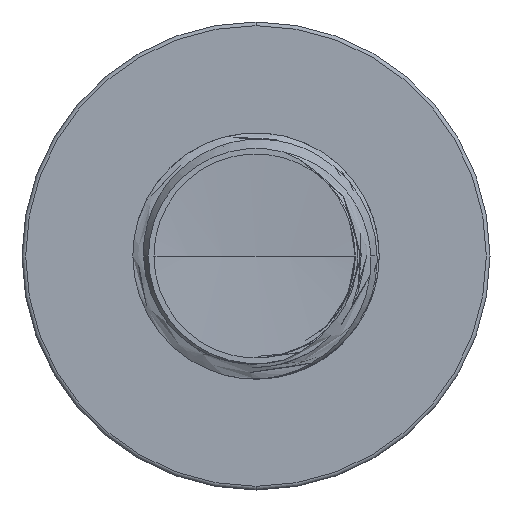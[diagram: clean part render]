
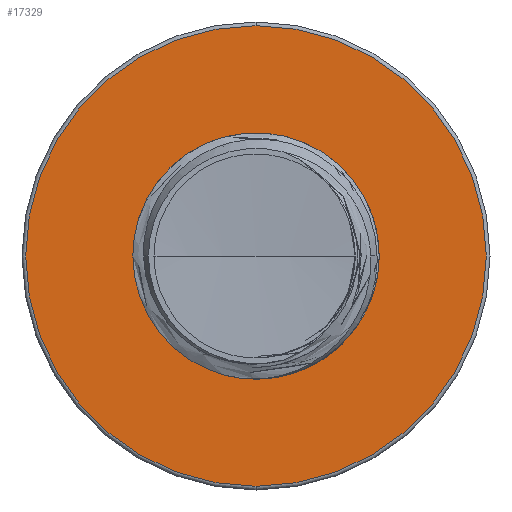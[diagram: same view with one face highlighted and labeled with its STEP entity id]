
A CAD part, front view. The second image highlights one B-rep face of the part: STEP entity #17329.
In plain terms, the highlighted planar face has unit normal (0, -1, 0).
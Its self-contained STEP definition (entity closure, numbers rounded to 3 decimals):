
#2662 = VERTEX_POINT ( 'NONE', #10129 ) ;
#4105 = EDGE_LOOP ( 'NONE', ( #20705, #17308 ) ) ;
#4129 = AXIS2_PLACEMENT_3D ( 'NONE', #8453, #8423, #8417 ) ;
#6142 = EDGE_LOOP ( 'NONE', ( #14167, #20417 ) ) ;
#6417 = CIRCLE ( 'NONE', #17715, 2.438 ) ;
#6708 = CIRCLE ( 'NONE', #4129, 4.675 ) ;
#8156 = DIRECTION ( 'NONE',  ( 0., 0., -1. ) ) ;
#8161 = DIRECTION ( 'NONE',  ( 0., -1., 0. ) ) ;
#8220 = PLANE ( 'NONE',  #14761 ) ;
#8417 = DIRECTION ( 'NONE',  ( 0., 0., -1. ) ) ;
#8423 = DIRECTION ( 'NONE',  ( 0., -1., 0. ) ) ;
#8453 = CARTESIAN_POINT ( 'NONE',  ( 0., 9., 0. ) ) ;
#9250 = CARTESIAN_POINT ( 'NONE',  ( 0., 9., 2.438 ) ) ;
#9325 = CIRCLE ( 'NONE', #14415, 2.438 ) ;
#10129 = CARTESIAN_POINT ( 'NONE',  ( 0., 9., 4.675 ) ) ;
#11263 = DIRECTION ( 'NONE',  ( 0., 0., -1. ) ) ;
#11288 = DIRECTION ( 'NONE',  ( 0., -1., 0. ) ) ;
#11298 = CARTESIAN_POINT ( 'NONE',  ( 0., 9., 0. ) ) ;
#13148 = CARTESIAN_POINT ( 'NONE',  ( 0., 9., 2.438 ) ) ;
#13317 = VERTEX_POINT ( 'NONE', #18935 ) ;
#13709 = AXIS2_PLACEMENT_3D ( 'NONE', #17065, #17039, #17017 ) ;
#14167 = ORIENTED_EDGE ( 'NONE', *, *, #19326, .F. ) ;
#14415 = AXIS2_PLACEMENT_3D ( 'NONE', #11298, #11288, #11263 ) ;
#14761 = AXIS2_PLACEMENT_3D ( 'NONE', #9250, #8161, #8156 ) ;
#16451 = CARTESIAN_POINT ( 'NONE',  ( 0., 9., -4.675 ) ) ;
#17017 = DIRECTION ( 'NONE',  ( 0., 0., -1. ) ) ;
#17039 = DIRECTION ( 'NONE',  ( 0., -1., 0. ) ) ;
#17065 = CARTESIAN_POINT ( 'NONE',  ( 0., 9., 0. ) ) ;
#17308 = ORIENTED_EDGE ( 'NONE', *, *, #20020, .T. ) ;
#17329 = ADVANCED_FACE ( 'NONE', ( #21988, #17584 ), #8220, .T. ) ;
#17584 = FACE_BOUND ( 'NONE', #6142, .T. ) ;
#17715 = AXIS2_PLACEMENT_3D ( 'NONE', #21464, #21462, #18384 ) ;
#18384 = DIRECTION ( 'NONE',  ( 0., 0., -1. ) ) ;
#18935 = CARTESIAN_POINT ( 'NONE',  ( 0., 9., -2.438 ) ) ;
#19326 = EDGE_CURVE ( 'NONE', #13317, #22398, #6417, .T. ) ;
#20020 = EDGE_CURVE ( 'NONE', #2662, #23335, #23132, .T. ) ;
#20417 = ORIENTED_EDGE ( 'NONE', *, *, #22635, .F. ) ;
#20705 = ORIENTED_EDGE ( 'NONE', *, *, #23051, .T. ) ;
#21462 = DIRECTION ( 'NONE',  ( 0., -1., 0. ) ) ;
#21464 = CARTESIAN_POINT ( 'NONE',  ( 0., 9., 0. ) ) ;
#21988 = FACE_OUTER_BOUND ( 'NONE', #4105, .T. ) ;
#22398 = VERTEX_POINT ( 'NONE', #13148 ) ;
#22635 = EDGE_CURVE ( 'NONE', #22398, #13317, #9325, .T. ) ;
#23051 = EDGE_CURVE ( 'NONE', #23335, #2662, #6708, .T. ) ;
#23132 = CIRCLE ( 'NONE', #13709, 4.675 ) ;
#23335 = VERTEX_POINT ( 'NONE', #16451 ) ;
